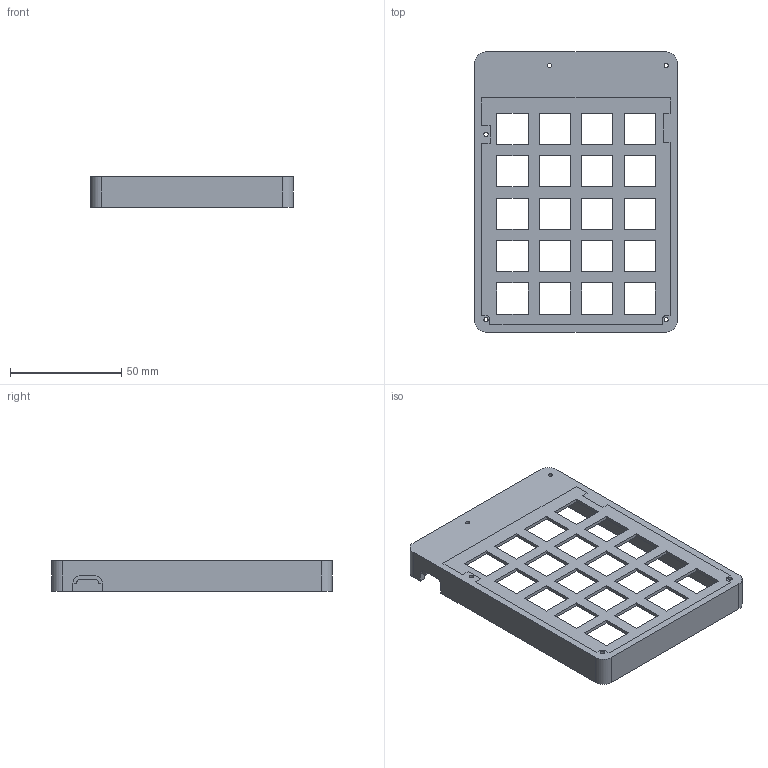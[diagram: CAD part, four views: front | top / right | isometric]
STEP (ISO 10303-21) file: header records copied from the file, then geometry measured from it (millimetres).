
FILE_DESCRIPTION(/* description */ ('KiCad electronic assembly'),/* implementation_level */ '2;1');
FILE_NAME(/* name */ 'top_1.step',/* time_stamp */ '2025-09-16T03:32:15+09:00',/* author */ (''),/* organization */ (''),/* preprocessor_version */ 'ST-DEVELOPER v20.1',/* originating_system */ 'Autodesk Translation Framework v14.10.0.0',/* authorisation */ '');
FILE_SCHEMA (('AUTOMOTIVE_DESIGN { 1 0 10303 214 3 1 1 }'));
Length unit declared in the file: millimetre
Products named in the file (19): tenkey_v3 1; RP2040-ZERO-WAVESHARE without headers; tenkey_v3_silkscreen; tenkey_v3_soldermask; tenkey_v3_PCB; asm_mx_asm_PCB; MX_DOWN; MX_UP; UP_MX; MX_PIN; MX_SPRING; MX_CLICK; blank_for_remixing; Kailh Hotswap MX v22; COMPOUND; Component1; D_SOD-123; case_top; topplate
Assembly tree (96 placements, depth 3):
  tenkey_v3 1
    asm_mx_asm_PCB  x20
      MX_DOWN
      MX_UP
      UP_MX
      MX_PIN
      MX_SPRING
      MX_CLICK
    blank_for_remixing  x20
    Kailh Hotswap MX v22  x20
      Component1
      COMPOUND
    D_SOD-123  x21
    RP2040-ZERO-WAVESHARE without headers
    tenkey_v3_silkscreen
    tenkey_v3_soldermask
    tenkey_v3_PCB
    case_top
    topplate
Bounding box: 91 x 126 x 13.79 mm (x, y, z)
Volume: 31956.9 mm3; surface area: 28765.4 mm2
Topology: 2 solids, 2 shells, 159 faces, 469 edges, 312 vertices
Faces by surface type: plane 142, cylinder 17
Full cylindrical faces by diameter (mm): 1.875 x5
Entity records: 6771 total; most frequent: CARTESIAN_POINT 1055, DIRECTION 1051, ORIENTED_EDGE 938, EDGE_CURVE 469, LINE 435, VECTOR 435, VERTEX_POINT 312, AXIS2_PLACEMENT_3D 308
